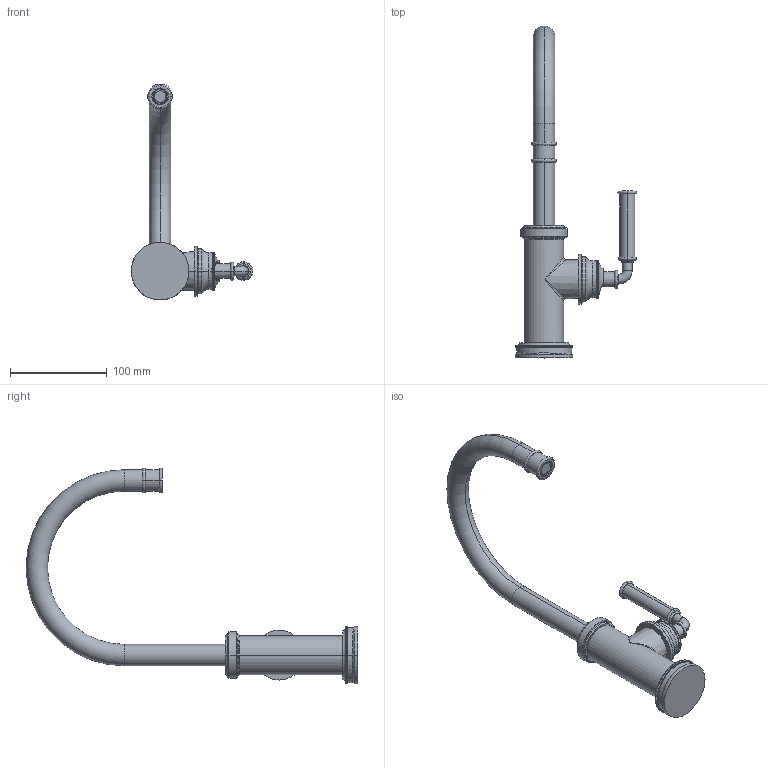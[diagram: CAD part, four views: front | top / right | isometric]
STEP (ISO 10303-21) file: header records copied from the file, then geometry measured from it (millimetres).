
FILE_DESCRIPTION((''),'2;1');
FILE_NAME('2940-5233_SW0001','2023-12-06T09:23:42',('rsmith'),(''),'CREO PARAMETRIC BY PTC INC, 2023134','CREO PARAMETRIC BY PTC INC, 2023134','');
FILE_SCHEMA(('CONFIG_CONTROL_DESIGN'));
Length unit declared in the file: inch
Products named in the file (1): 2940-5233_SW0001
Bounding box: 125.83 x 343.79 x 223.67 mm (x, y, z)
Volume: 443434.7 mm3; surface area: 71275.6 mm2
Topology: 1 solids, 1 shells, 823 faces, 2324 edges, 1517 vertices
Faces by surface type: plane 470, cylinder 287, torus 42, cone 16, bspline 6, sphere 2
Entity records: 27877 total; most frequent: CARTESIAN_POINT 5951, ORIENTED_EDGE 4648, DIRECTION 4606, EDGE_CURVE 2324, VECTOR 1612, LINE 1612, VERTEX_POINT 1517, AXIS2_PLACEMENT_3D 1497
